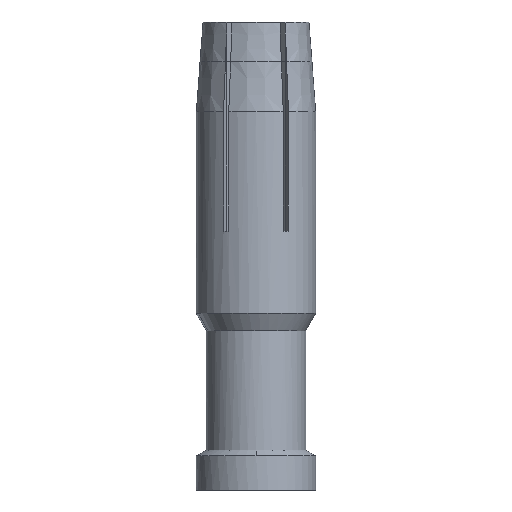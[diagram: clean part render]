
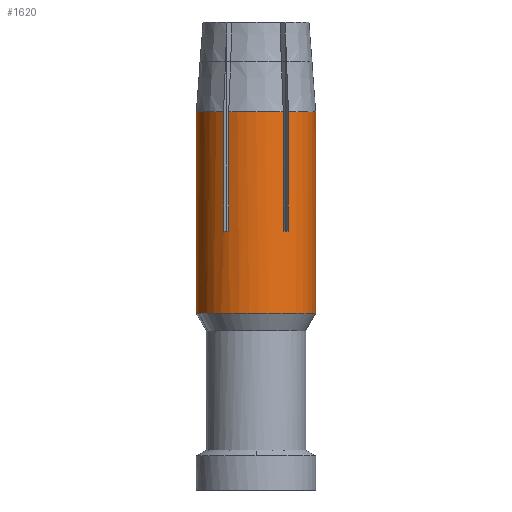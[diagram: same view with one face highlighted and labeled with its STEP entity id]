
A CAD part, left-side view. The second image highlights one B-rep face of the part: STEP entity #1620.
In plain terms, the highlighted cylindrical face has radius 3 mm (diameter 6 mm), a partial arc.
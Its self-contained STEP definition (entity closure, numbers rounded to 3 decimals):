
#260=CARTESIAN_POINT('',(79.128,68.707,0.));
#270=DIRECTION('',(1.,0.,0.));
#280=DIRECTION('',(0.,-0.272,
-0.962));
#290=AXIS2_PLACEMENT_3D('',#260,#270,#280);
#300=CYLINDRICAL_SURFACE('',#290,3.);
#310=CARTESIAN_POINT('',(79.128,67.891,-2.887));
#320=DIRECTION('',(1.,0.,0.));
#330=VECTOR('',#320,1.);
#340=LINE('',#310,#330);
#350=CARTESIAN_POINT('',(73.994,67.891,
-2.887));
#360=VERTEX_POINT('',#350);
#370=CARTESIAN_POINT('',(78.128,67.891,-2.887));
#380=VERTEX_POINT('',#370);
#390=EDGE_CURVE('',#360,#380,#340,.T.);
#400=ORIENTED_EDGE('',*,*,#390,.F.);
#410=CARTESIAN_POINT('',(78.128,68.707,0.));
#420=DIRECTION('',(-1.,0.,0.));
#430=DIRECTION('',(0.,-0.272,
-0.962));
#440=AXIS2_PLACEMENT_3D('',#410,#420,#430);
#450=CIRCLE('',#440,3.);
#460=CARTESIAN_POINT('',(78.128,68.037,-2.924));
#470=VERTEX_POINT('',#460);
#480=EDGE_CURVE('',#470,#380,#450,.T.);
#490=ORIENTED_EDGE('',*,*,#480,.T.);
#500=CARTESIAN_POINT('',(79.131,68.037,
-2.924));
#510=DIRECTION('',(-1.,0.,0.));
#520=VECTOR('',#510,1.);
#530=LINE('',#500,#520);
#540=CARTESIAN_POINT('',(84.128,68.037,-2.924));
#550=VERTEX_POINT('',#540);
#560=EDGE_CURVE('',#550,#470,#530,.T.);
#570=ORIENTED_EDGE('',*,*,#560,.T.);
#580=CARTESIAN_POINT('',(84.128,68.707,0.));
#590=DIRECTION('',(-1.,0.,0.));
#600=DIRECTION('',(0.,-0.962,
0.272));
#610=AXIS2_PLACEMENT_3D('',#580,#590,#600);
#620=CIRCLE('',#610,3.);
#630=CARTESIAN_POINT('',(84.128,70.689,-2.252));
#640=VERTEX_POINT('',#630);
#650=EDGE_CURVE('',#640,#550,#620,.T.);
#660=ORIENTED_EDGE('',*,*,#650,.T.);
#670=CARTESIAN_POINT('',(79.131,70.689,
-2.252));
#680=DIRECTION('',(-1.,0.,0.));
#690=VECTOR('',#680,1.);
#700=LINE('',#670,#690);
#710=CARTESIAN_POINT('',(78.128,70.689,-2.252));
#720=VERTEX_POINT('',#710);
#730=EDGE_CURVE('',#640,#720,#700,.T.);
#740=ORIENTED_EDGE('',*,*,#730,.F.);
#750=CARTESIAN_POINT('',(78.128,70.904,-2.043));
#760=VERTEX_POINT('',#750);
#770=EDGE_CURVE('',#760,#720,#450,.T.);
#780=ORIENTED_EDGE('',*,*,#770,.T.);
#790=CARTESIAN_POINT('',(79.131,70.904,
-2.043));
#800=DIRECTION('',(-1.,0.,0.));
#810=VECTOR('',#800,1.);
#820=LINE('',#790,#810);
#830=CARTESIAN_POINT('',(84.128,70.904,
-2.043));
#840=VERTEX_POINT('',#830);
#850=EDGE_CURVE('',#840,#760,#820,.T.);
#860=ORIENTED_EDGE('',*,*,#850,.T.);
#870=CARTESIAN_POINT('',(84.128,68.707,0.));
#880=DIRECTION('',(-1.,0.,0.));
#890=DIRECTION('',(0.,-0.962,
0.272));
#900=AXIS2_PLACEMENT_3D('',#870,#880,#890);
#910=CIRCLE('',#900,3.);
#920=CARTESIAN_POINT('',(84.128,71.648,0.591));
#930=VERTEX_POINT('',#920);
#940=EDGE_CURVE('',#930,#840,#910,.T.);
#950=ORIENTED_EDGE('',*,*,#940,.T.);
#960=CARTESIAN_POINT('',(79.131,71.648,
0.591));
#970=DIRECTION('',(-1.,0.,0.));
#980=VECTOR('',#970,1.);
#990=LINE('',#960,#980);
#1000=CARTESIAN_POINT('',(78.128,71.648,0.591))
;
#1010=VERTEX_POINT('',#1000);
#1020=EDGE_CURVE('',#930,#1010,#990,.T.);
#1030=ORIENTED_EDGE('',*,*,#1020,.F.);
#1040=CARTESIAN_POINT('',(78.128,71.574,0.881))
;
#1050=VERTEX_POINT('',#1040);
#1060=EDGE_CURVE('',#1050,#1010,#450,.T.);
#1070=ORIENTED_EDGE('',*,*,#1060,.T.);
#1080=CARTESIAN_POINT('',(79.131,71.574,
0.881));
#1090=DIRECTION('',(-1.,0.,0.));
#1100=VECTOR('',#1090,1.);
#1110=LINE('',#1080,#1100);
#1120=CARTESIAN_POINT('',(84.128,71.574,0.881))
;
#1130=VERTEX_POINT('',#1120);
#1140=EDGE_CURVE('',#1130,#1050,#1110,.T.);
#1150=ORIENTED_EDGE('',*,*,#1140,.T.);
#1160=CARTESIAN_POINT('',(84.128,68.707,0.));
#1170=DIRECTION('',(-1.,0.,0.));
#1180=DIRECTION('',(0.,-0.962,
0.272));
#1190=AXIS2_PLACEMENT_3D('',#1160,#1170,#1180);
#1200=CIRCLE('',#1190,3.);
#1210=CARTESIAN_POINT('',(84.128,69.666,2.843));
#1220=VERTEX_POINT('',#1210);
#1230=EDGE_CURVE('',#1220,#1130,#1200,.T.);
#1240=ORIENTED_EDGE('',*,*,#1230,.T.);
#1250=CARTESIAN_POINT('',(79.131,69.666,
2.843));
#1260=DIRECTION('',(-1.,0.,0.));
#1270=VECTOR('',#1260,1.);
#1280=LINE('',#1250,#1270);
#1290=CARTESIAN_POINT('',(78.128,69.666,2.843));
#1300=VERTEX_POINT('',#1290);
#1310=EDGE_CURVE('',#1220,#1300,#1280,.T.);
#1320=ORIENTED_EDGE('',*,*,#1310,.F.);
#1330=CARTESIAN_POINT('',(78.128,69.523,2.887));
#1340=VERTEX_POINT('',#1330);
#1350=EDGE_CURVE('',#1340,#1300,#450,.T.);
#1360=ORIENTED_EDGE('',*,*,#1350,.T.);
#1370=CARTESIAN_POINT('',(79.128,69.523,2.887));
#1380=DIRECTION('',(1.,0.,0.));
#1390=VECTOR('',#1380,1.);
#1400=LINE('',#1370,#1390);
#1410=CARTESIAN_POINT('',(73.994,69.523,
2.887));
#1420=VERTEX_POINT('',#1410);
#1430=EDGE_CURVE('',#1420,#1340,#1400,.T.);
#1440=ORIENTED_EDGE('',*,*,#1430,.T.);
#1450=CARTESIAN_POINT('',(73.994,68.707,
0.));
#1460=DIRECTION('',(1.,0.,0.));
#1470=DIRECTION('',(0.,-1.,0.));
#1480=AXIS2_PLACEMENT_3D('',#1450,#1460,#1470);
#1490=CIRCLE('',#1480,3.);
#1500=CARTESIAN_POINT('',(73.994,68.707,-3.));
#1510=VERTEX_POINT('',#1500);
#1520=EDGE_CURVE('',#1510,#1420,#1490,.T.);
#1530=ORIENTED_EDGE('',*,*,#1520,.T.);
#1540=CARTESIAN_POINT('',(73.994,68.111,
-2.94));
#1550=VERTEX_POINT('',#1540);
#1560=EDGE_CURVE('',#1550,#1510,#1490,.T.);
#1570=ORIENTED_EDGE('',*,*,#1560,.T.);
#1580=EDGE_CURVE('',#360,#1550,#1490,.T.);
#1590=ORIENTED_EDGE('',*,*,#1580,.T.);
#1600=EDGE_LOOP('',(#1590,#1570,#1530,#1440,#1360,#1320,#1240,#1150,
#1070,#1030,#950,#860,#780,#740,#660,#570,#490,#400));
#1610=FACE_OUTER_BOUND('',#1600,.T.);
#1620=ADVANCED_FACE('',(#1610),#300,.T.);
